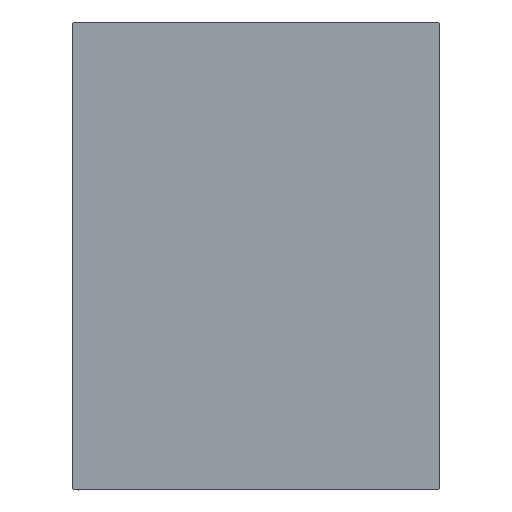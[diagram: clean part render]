
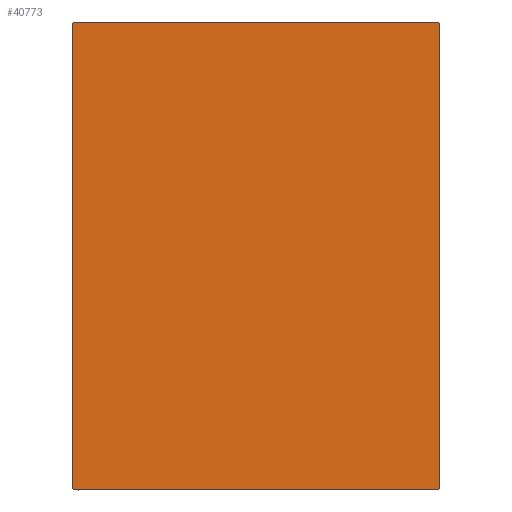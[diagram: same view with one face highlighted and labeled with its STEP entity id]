
A CAD part, left-side view. The second image highlights one B-rep face of the part: STEP entity #40773.
In plain terms, the highlighted face is planar.
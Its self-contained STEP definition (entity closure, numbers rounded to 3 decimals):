
#807 = VERTEX_POINT ( 'NONE', #2888 ) ;
#1238 = EDGE_CURVE ( 'NONE', #6061, #807, #11987, .T. ) ;
#2406 = DIRECTION ( 'NONE',  ( 0., 0., -1. ) ) ;
#2727 = CARTESIAN_POINT ( 'NONE',  ( 133., -54.7, -70. ) ) ;
#2888 = CARTESIAN_POINT ( 'NONE',  ( 133., -54.7, 70. ) ) ;
#3184 = ORIENTED_EDGE ( 'NONE', *, *, #3235, .T. ) ;
#3235 = EDGE_CURVE ( 'NONE', #39567, #32568, #26692, .T. ) ;
#3992 = CARTESIAN_POINT ( 'NONE',  ( 133., 55., 69.7 ) ) ;
#4730 = VECTOR ( 'NONE', #5111, 1000. ) ;
#5111 = DIRECTION ( 'NONE',  ( 0., -1., 0. ) ) ;
#5799 = CARTESIAN_POINT ( 'NONE',  ( 133., 55., -69.7 ) ) ;
#6061 = VERTEX_POINT ( 'NONE', #7090 ) ;
#7090 = CARTESIAN_POINT ( 'NONE',  ( 133., 54.7, 70. ) ) ;
#9155 = LINE ( 'NONE', #22278, #38364 ) ;
#9845 = DIRECTION ( 'NONE',  ( 0., -0.707, 0.707 ) ) ;
#9893 = EDGE_CURVE ( 'NONE', #807, #22996, #30695, .T. ) ;
#10038 = EDGE_CURVE ( 'NONE', #24455, #39567, #15385, .T. ) ;
#11199 = LINE ( 'NONE', #24341, #19498 ) ;
#11259 = ORIENTED_EDGE ( 'NONE', *, *, #9893, .T. ) ;
#11578 = AXIS2_PLACEMENT_3D ( 'NONE', #37953, #15312, #2406 ) ;
#11732 = CARTESIAN_POINT ( 'NONE',  ( 133., -62.35, 62.35 ) ) ;
#11987 = LINE ( 'NONE', #34610, #4730 ) ;
#13558 = CARTESIAN_POINT ( 'NONE',  ( 133., -55., -70. ) ) ;
#14329 = DIRECTION ( 'NONE',  ( 0., -0.707, -0.707 ) ) ;
#15312 = DIRECTION ( 'NONE',  ( 1., 0., 0. ) ) ;
#15342 = ORIENTED_EDGE ( 'NONE', *, *, #37767, .T. ) ;
#15385 = LINE ( 'NONE', #28516, #39322 ) ;
#16749 = EDGE_CURVE ( 'NONE', #29441, #6061, #29442, .T. ) ;
#17658 = CARTESIAN_POINT ( 'NONE',  ( 133., 55., -70. ) ) ;
#19150 = CARTESIAN_POINT ( 'NONE',  ( 133., -55., 69.7 ) ) ;
#19206 = ORIENTED_EDGE ( 'NONE', *, *, #16749, .T. ) ;
#19498 = VECTOR ( 'NONE', #21096, 1000. ) ;
#20485 = EDGE_CURVE ( 'NONE', #32568, #42062, #11199, .T. ) ;
#21096 = DIRECTION ( 'NONE',  ( 0., 0.707, 0.707 ) ) ;
#21831 = VECTOR ( 'NONE', #36858, 1000. ) ;
#21839 = DIRECTION ( 'NONE',  ( 0., 0.707, -0.707 ) ) ;
#22278 = CARTESIAN_POINT ( 'NONE',  ( 133., -55., 70. ) ) ;
#22996 = VERTEX_POINT ( 'NONE', #19150 ) ;
#24341 = CARTESIAN_POINT ( 'NONE',  ( 133., 62.35, -62.35 ) ) ;
#24412 = ORIENTED_EDGE ( 'NONE', *, *, #1238, .T. ) ;
#24455 = VERTEX_POINT ( 'NONE', #25098 ) ;
#25098 = CARTESIAN_POINT ( 'NONE',  ( 133., -55., -69.7 ) ) ;
#26692 = LINE ( 'NONE', #13558, #39883 ) ;
#28516 = CARTESIAN_POINT ( 'NONE',  ( 133., -62.35, -62.35 ) ) ;
#29441 = VERTEX_POINT ( 'NONE', #3992 ) ;
#29442 = LINE ( 'NONE', #42591, #40068 ) ;
#29659 = ORIENTED_EDGE ( 'NONE', *, *, #20485, .T. ) ;
#30130 = DIRECTION ( 'NONE',  ( 0., 1., 0. ) ) ;
#30580 = LINE ( 'NONE', #17658, #21831 ) ;
#30695 = LINE ( 'NONE', #11732, #31740 ) ;
#31740 = VECTOR ( 'NONE', #14329, 1000. ) ;
#31889 = PLANE ( 'NONE',  #11578 ) ;
#32568 = VERTEX_POINT ( 'NONE', #39492 ) ;
#32825 = ORIENTED_EDGE ( 'NONE', *, *, #38090, .T. ) ;
#34514 = ORIENTED_EDGE ( 'NONE', *, *, #10038, .T. ) ;
#34610 = CARTESIAN_POINT ( 'NONE',  ( 133., 55., 70. ) ) ;
#36858 = DIRECTION ( 'NONE',  ( 0., 0., 1. ) ) ;
#37767 = EDGE_CURVE ( 'NONE', #22996, #24455, #9155, .T. ) ;
#37829 = DIRECTION ( 'NONE',  ( 0., 0., -1. ) ) ;
#37953 = CARTESIAN_POINT ( 'NONE',  ( 133., 0., 0. ) ) ;
#38090 = EDGE_CURVE ( 'NONE', #42062, #29441, #30580, .T. ) ;
#38364 = VECTOR ( 'NONE', #37829, 1000. ) ;
#38369 = FACE_OUTER_BOUND ( 'NONE', #40160, .T. ) ;
#39322 = VECTOR ( 'NONE', #21839, 1000. ) ;
#39492 = CARTESIAN_POINT ( 'NONE',  ( 133., 54.7, -70. ) ) ;
#39567 = VERTEX_POINT ( 'NONE', #2727 ) ;
#39883 = VECTOR ( 'NONE', #30130, 1000. ) ;
#40068 = VECTOR ( 'NONE', #9845, 1000. ) ;
#40160 = EDGE_LOOP ( 'NONE', ( #3184, #29659, #32825, #19206, #24412, #11259, #15342, #34514 ) ) ;
#40773 = ADVANCED_FACE ( 'NONE', ( #38369 ), #31889, .T. ) ;
#42062 = VERTEX_POINT ( 'NONE', #5799 ) ;
#42591 = CARTESIAN_POINT ( 'NONE',  ( 133., 62.35, 62.35 ) ) ;
